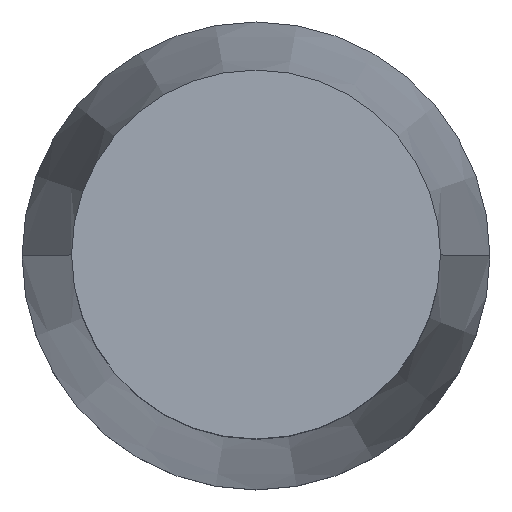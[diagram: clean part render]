
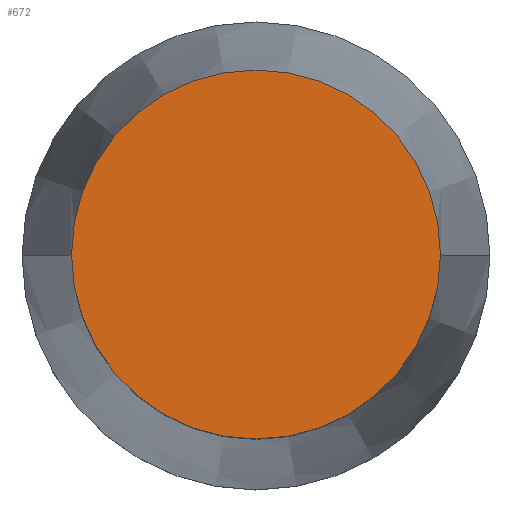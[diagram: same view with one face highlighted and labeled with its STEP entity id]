
A CAD part, top view. The second image highlights one B-rep face of the part: STEP entity #672.
In plain terms, the highlighted planar face has unit normal (0, 0, 1).
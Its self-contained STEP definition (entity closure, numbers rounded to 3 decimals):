
#114 = CARTESIAN_POINT ( 'NONE',  ( 0., 0., 0. ) ) ;
#194 = EDGE_CURVE ( 'NONE', #228, #243, #438, .T. ) ;
#228 = VERTEX_POINT ( 'NONE', #367 ) ;
#235 = PLANE ( 'NONE',  #546 ) ;
#243 = VERTEX_POINT ( 'NONE', #424 ) ;
#257 = EDGE_CURVE ( 'NONE', #243, #228, #618, .T. ) ;
#267 = DIRECTION ( 'NONE',  ( 1., 0., 0. ) ) ;
#276 = AXIS2_PLACEMENT_3D ( 'NONE', #114, #471, #267 ) ;
#298 = CARTESIAN_POINT ( 'NONE',  ( 0., 0., 0. ) ) ;
#303 = DIRECTION ( 'NONE',  ( 0., 0., -1. ) ) ;
#306 = DIRECTION ( 'NONE',  ( -1., 0., 0. ) ) ;
#367 = CARTESIAN_POINT ( 'NONE',  ( 10.25, 0., 0. ) ) ;
#371 = DIRECTION ( 'NONE',  ( 0., 0., 1. ) ) ;
#403 = FACE_OUTER_BOUND ( 'NONE', #451, .T. ) ;
#424 = CARTESIAN_POINT ( 'NONE',  ( -10.25, 0., 0. ) ) ;
#438 = CIRCLE ( 'NONE', #456, 10.25 ) ;
#451 = EDGE_LOOP ( 'NONE', ( #653, #538 ) ) ;
#456 = AXIS2_PLACEMENT_3D ( 'NONE', #735, #371, #696 ) ;
#471 = DIRECTION ( 'NONE',  ( 0., 0., 1. ) ) ;
#538 = ORIENTED_EDGE ( 'NONE', *, *, #257, .T. ) ;
#546 = AXIS2_PLACEMENT_3D ( 'NONE', #298, #303, #306 ) ;
#618 = CIRCLE ( 'NONE', #276, 10.25 ) ;
#653 = ORIENTED_EDGE ( 'NONE', *, *, #194, .T. ) ;
#672 = ADVANCED_FACE ( 'NONE', ( #403 ), #235, .F. ) ;
#696 = DIRECTION ( 'NONE',  ( 1., 0., 0. ) ) ;
#735 = CARTESIAN_POINT ( 'NONE',  ( 0., 0., 0. ) ) ;
